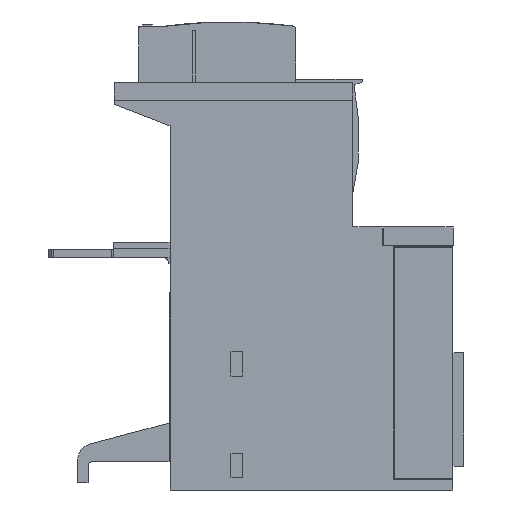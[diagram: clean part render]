
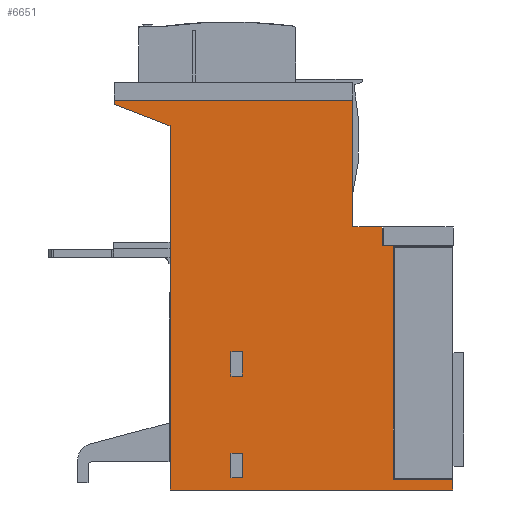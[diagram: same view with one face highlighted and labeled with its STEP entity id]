
A CAD part, left-side view. The second image highlights one B-rep face of the part: STEP entity #6651.
In plain terms, the highlighted planar face has unit normal (-1, 0, 0).
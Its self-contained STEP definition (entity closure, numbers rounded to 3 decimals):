
#6651=ADVANCED_FACE('',(#17775,#17776,#17777),#17778,.F.);
#8729=VERTEX_POINT('',#20040);
#8733=VERTEX_POINT('',#20044);
#8735=EDGE_CURVE('',#8729,#8733,#20046,.T.);
#12819=VERTEX_POINT('',#24130);
#12823=VERTEX_POINT('',#24134);
#12825=EDGE_CURVE('',#12819,#12823,#24136,.T.);
#13069=VERTEX_POINT('',#24380);
#13071=EDGE_CURVE('',#8733,#13069,#24382,.T.);
#13101=VERTEX_POINT('',#24412);
#13105=VERTEX_POINT('',#24416);
#13107=EDGE_CURVE('',#13101,#13105,#24418,.T.);
#13175=VERTEX_POINT('',#24486);
#13179=VERTEX_POINT('',#24490);
#13183=EDGE_CURVE('',#13175,#13179,#24494,.T.);
#13185=VERTEX_POINT('',#24496);
#13189=EDGE_CURVE('',#13185,#13175,#24500,.T.);
#13191=VERTEX_POINT('',#24502);
#13195=EDGE_CURVE('',#13191,#13185,#24506,.T.);
#13197=EDGE_CURVE('',#13179,#13191,#24508,.T.);
#13255=VERTEX_POINT('',#24566);
#13259=VERTEX_POINT('',#24570);
#13263=EDGE_CURVE('',#13255,#13259,#24574,.T.);
#13265=VERTEX_POINT('',#24576);
#13269=EDGE_CURVE('',#13265,#13255,#24580,.T.);
#13271=VERTEX_POINT('',#24582);
#13275=EDGE_CURVE('',#13271,#13265,#24586,.T.);
#13277=EDGE_CURVE('',#13259,#13271,#24588,.T.);
#13687=VERTEX_POINT('',#24998);
#13691=VERTEX_POINT('',#25002);
#13693=EDGE_CURVE('',#13687,#13691,#25004,.T.);
#13921=VERTEX_POINT('',#25232);
#13925=EDGE_CURVE('',#13921,#8729,#25236,.T.);
#13929=EDGE_CURVE('',#13691,#13921,#25240,.T.);
#13935=VERTEX_POINT('',#25246);
#13939=EDGE_CURVE('',#13935,#13687,#25250,.T.);
#13945=VERTEX_POINT('',#25256);
#13949=EDGE_CURVE('',#13945,#13935,#25260,.T.);
#13953=EDGE_CURVE('',#13105,#13945,#25264,.T.);
#13959=VERTEX_POINT('',#25270);
#13963=EDGE_CURVE('',#13959,#13101,#25274,.T.);
#13969=EDGE_CURVE('',#12823,#13959,#25280,.T.);
#13977=VERTEX_POINT('',#25288);
#13981=EDGE_CURVE('',#13977,#12819,#25292,.T.);
#13985=EDGE_CURVE('',#13069,#13977,#25296,.T.);
#17775=FACE_OUTER_BOUND('',#29076,.T.);
#17776=FACE_BOUND('',#29077,.T.);
#17777=FACE_BOUND('',#29078,.T.);
#17778=PLANE('',#29079);
#20040=CARTESIAN_POINT('',(0.0,83.2,92.7));
#20044=CARTESIAN_POINT('',(0.0,26.4,92.7));
#20046=LINE('',#32358,#32359);
#24130=CARTESIAN_POINT('',(0.0,19.4,58.1));
#24134=CARTESIAN_POINT('',(0.0,2.6,58.1));
#24136=LINE('',#38835,#38836);
#24380=CARTESIAN_POINT('',(0.0,26.4,62.55));
#24382=LINE('',#39235,#39236);
#24412=CARTESIAN_POINT('',(0.0,16.8,57.85));
#24416=CARTESIAN_POINT('',(0.0,16.8,2.6));
#24418=LINE('',#39293,#39294);
#24486=CARTESIAN_POINT('',(0.0,52.7,8.7));
#24490=CARTESIAN_POINT('',(0.0,52.7,2.9));
#24494=LINE('',#39413,#39414);
#24496=CARTESIAN_POINT('',(0.0,55.4,8.7));
#24500=LINE('',#39423,#39424);
#24502=CARTESIAN_POINT('',(0.0,55.4,2.9));
#24506=LINE('',#39433,#39434);
#24508=LINE('',#39437,#39438);
#24566=CARTESIAN_POINT('',(0.0,52.7,32.9));
#24570=CARTESIAN_POINT('',(0.0,52.7,27.1));
#24574=LINE('',#39541,#39542);
#24576=CARTESIAN_POINT('',(0.0,55.4,32.9));
#24580=LINE('',#39551,#39552);
#24582=CARTESIAN_POINT('',(0.0,55.4,27.1));
#24586=LINE('',#39561,#39562);
#24588=LINE('',#39565,#39566);
#24998=CARTESIAN_POINT('',(0.0,69.9,0.));
#25002=CARTESIAN_POINT('',(0.0,69.9,86.614));
#25004=LINE('',#40223,#40224);
#25232=CARTESIAN_POINT('',(0.0,83.2,91.719));
#25236=LINE('',#40601,#40602);
#25240=LINE('',#40609,#40610);
#25246=CARTESIAN_POINT('',(0.0,2.6,0.));
#25250=LINE('',#40625,#40626);
#25256=CARTESIAN_POINT('',(0.0,2.6,2.6));
#25260=LINE('',#40641,#40642);
#25264=LINE('',#40649,#40650);
#25270=CARTESIAN_POINT('',(0.0,2.6,57.85));
#25274=LINE('',#40665,#40666);
#25280=LINE('',#40677,#40678);
#25288=CARTESIAN_POINT('',(0.0,19.4,62.55));
#25292=LINE('',#40696,#40697);
#25296=LINE('',#40704,#40705);
#29076=EDGE_LOOP('',(#50122,#50123,#50124,#50125,#50126,#50127,#50128,#50129,#50130,#50131,#50132,#50133,#50134,#50135));
#29077=EDGE_LOOP('',(#50136,#50137,#50138,#50139));
#29078=EDGE_LOOP('',(#50140,#50141,#50142,#50143));
#29079=AXIS2_PLACEMENT_3D('',#50144,#50145,#50146);
#32358=CARTESIAN_POINT('',(0.0,83.2,92.7));
#32359=VECTOR('',#52559,1.0);
#38835=CARTESIAN_POINT('',(0.0,19.4,58.1));
#38836=VECTOR('',#54162,1.0);
#39235=CARTESIAN_POINT('',(0.0,26.4,92.7));
#39236=VECTOR('',#54289,1.0);
#39293=CARTESIAN_POINT('',(0.0,16.8,57.85));
#39294=VECTOR('',#54300,1.0);
#39413=CARTESIAN_POINT('',(0.0,52.7,25.748));
#39414=VECTOR('',#54322,1.0);
#39423=CARTESIAN_POINT('',(0.0,47.542,8.7));
#39424=VECTOR('',#54324,1.0);
#39433=CARTESIAN_POINT('',(0.0,55.4,25.748));
#39434=VECTOR('',#54326,1.0);
#39437=CARTESIAN_POINT('',(0.0,47.542,2.9));
#39438=VECTOR('',#54327,1.0);
#39541=CARTESIAN_POINT('',(0.0,52.7,37.848));
#39542=VECTOR('',#54346,1.0);
#39551=CARTESIAN_POINT('',(0.0,47.542,32.9));
#39552=VECTOR('',#54348,1.0);
#39561=CARTESIAN_POINT('',(0.0,55.4,37.848));
#39562=VECTOR('',#54350,1.0);
#39565=CARTESIAN_POINT('',(0.0,47.542,27.1));
#39566=VECTOR('',#54351,1.0);
#40223=CARTESIAN_POINT('',(0.0,69.9,0.));
#40224=VECTOR('',#54472,1.0);
#40601=CARTESIAN_POINT('',(0.0,83.2,91.719));
#40602=VECTOR('',#54555,1.0);
#40609=CARTESIAN_POINT('',(0.0,69.9,86.614));
#40610=VECTOR('',#54557,1.0);
#40625=CARTESIAN_POINT('',(0.0,2.6,0.));
#40626=VECTOR('',#54560,1.0);
#40641=CARTESIAN_POINT('',(0.0,2.6,2.6));
#40642=VECTOR('',#54563,1.0);
#40649=CARTESIAN_POINT('',(0.0,16.8,2.6));
#40650=VECTOR('',#54565,1.0);
#40665=CARTESIAN_POINT('',(0.0,2.6,57.85));
#40666=VECTOR('',#54568,1.0);
#40677=CARTESIAN_POINT('',(0.0,2.6,58.1));
#40678=VECTOR('',#54571,1.0);
#40696=CARTESIAN_POINT('',(0.0,19.4,62.55));
#40697=VECTOR('',#54577,1.0);
#40704=CARTESIAN_POINT('',(0.0,26.4,62.55));
#40705=VECTOR('',#54579,1.0);
#50122=ORIENTED_EDGE('',*,*,#13071,.F.);
#50123=ORIENTED_EDGE('',*,*,#8735,.F.);
#50124=ORIENTED_EDGE('',*,*,#13925,.F.);
#50125=ORIENTED_EDGE('',*,*,#13929,.F.);
#50126=ORIENTED_EDGE('',*,*,#13693,.F.);
#50127=ORIENTED_EDGE('',*,*,#13939,.F.);
#50128=ORIENTED_EDGE('',*,*,#13949,.F.);
#50129=ORIENTED_EDGE('',*,*,#13953,.F.);
#50130=ORIENTED_EDGE('',*,*,#13107,.F.);
#50131=ORIENTED_EDGE('',*,*,#13963,.F.);
#50132=ORIENTED_EDGE('',*,*,#13969,.F.);
#50133=ORIENTED_EDGE('',*,*,#12825,.F.);
#50134=ORIENTED_EDGE('',*,*,#13981,.F.);
#50135=ORIENTED_EDGE('',*,*,#13985,.F.);
#50136=ORIENTED_EDGE('',*,*,#13183,.T.);
#50137=ORIENTED_EDGE('',*,*,#13197,.T.);
#50138=ORIENTED_EDGE('',*,*,#13195,.T.);
#50139=ORIENTED_EDGE('',*,*,#13189,.T.);
#50140=ORIENTED_EDGE('',*,*,#13263,.T.);
#50141=ORIENTED_EDGE('',*,*,#13277,.T.);
#50142=ORIENTED_EDGE('',*,*,#13275,.T.);
#50143=ORIENTED_EDGE('',*,*,#13269,.T.);
#50144=CARTESIAN_POINT('',(0.0,41.034,45.696));
#50145=DIRECTION('',(1.0,0.0,0.0));
#50146=DIRECTION('',(0.0,0.0,-1.0));
#52559=DIRECTION('',(0.0,-1.0,0.));
#54162=DIRECTION('',(0.0,-1.0,0.0));
#54289=DIRECTION('',(0.0,0.0,-1.0));
#54300=DIRECTION('',(0.0,0.0,-1.0));
#54322=DIRECTION('',(0.0,0.0,-1.0));
#54324=DIRECTION('',(0.0,-1.0,0.0));
#54326=DIRECTION('',(0.0,0.0,1.0));
#54327=DIRECTION('',(0.0,1.0,0.0));
#54346=DIRECTION('',(0.0,0.0,-1.0));
#54348=DIRECTION('',(0.0,-1.0,0.0));
#54350=DIRECTION('',(0.0,0.0,1.0));
#54351=DIRECTION('',(0.0,1.0,0.0));
#54472=DIRECTION('',(0.0,0.0,1.0));
#54555=DIRECTION('',(0.0,0.0,1.0));
#54557=DIRECTION('',(0.0,0.934,0.358));
#54560=DIRECTION('',(0.0,1.0,0.0));
#54563=DIRECTION('',(0.0,0.0,-1.0));
#54565=DIRECTION('',(0.0,-1.0,0.0));
#54568=DIRECTION('',(0.0,1.0,0.0));
#54571=DIRECTION('',(0.0,0.0,-1.0));
#54577=DIRECTION('',(0.0,0.0,-1.0));
#54579=DIRECTION('',(0.0,-1.0,0.0));
